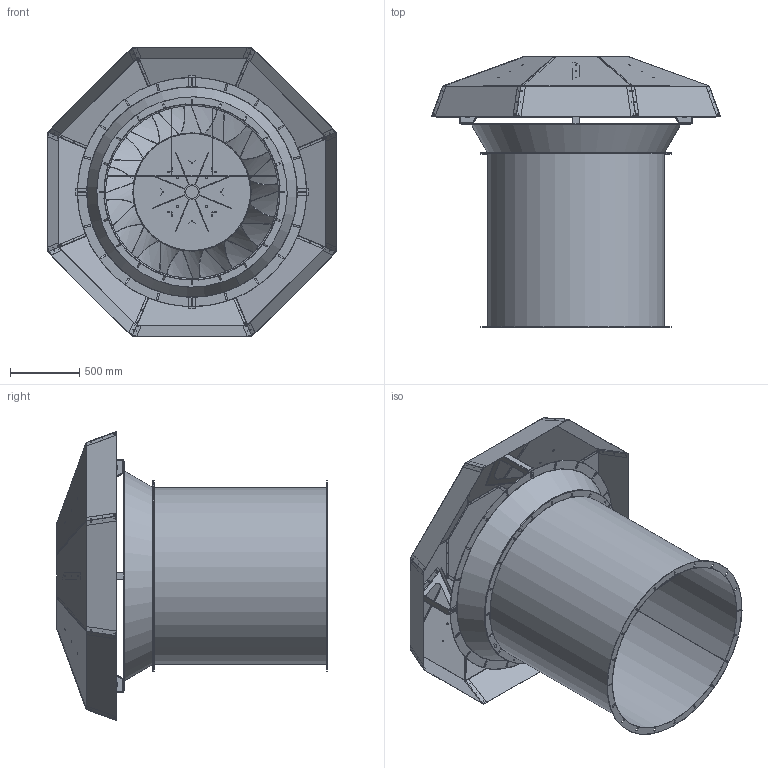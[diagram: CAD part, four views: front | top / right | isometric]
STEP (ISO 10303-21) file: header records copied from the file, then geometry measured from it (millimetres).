
FILE_DESCRIPTION(('STEP AP203'), '1');
FILE_NAME('薹恘 12.5', '', ('UNSPECIFIED'), ('UNSPECIFIED'), 'ASCON STEP Converter 1.3', 'ASCON Math Kernel', '');
FILE_SCHEMA(('CONFIG_CONTROL_DESIGN'));
Length unit declared in the file: millimetre
Products named in the file (1): 薹昜 30-160-12.5
Bounding box: 2082.26 x 1945.67 x 2082.26 mm (x, y, z)
Volume: 36066456.1 mm3; surface area: 31208210 mm2
Topology: 26 solids, 26 shells, 2716 faces, 7534 edges, 4773 vertices
Faces by surface type: plane 1587, cylinder 832, bspline 292, cone 5
Full cylindrical faces by diameter (mm): 5 x232, 13.3 x24, 16 x8, 90 x1, 100 x1, 110 x3, 115 x1, 1370 x2, 1515 x1, 1650 x1
Entity records: 114402 total; most frequent: CARTESIAN_POINT 25063, ORIENTED_EDGE 14498, DIRECTION 12486, EDGE_CURVE 7249, VERTEX_POINT 4773, LINE 4582, VECTOR 4582, AXIS2_PLACEMENT_3D 3952
